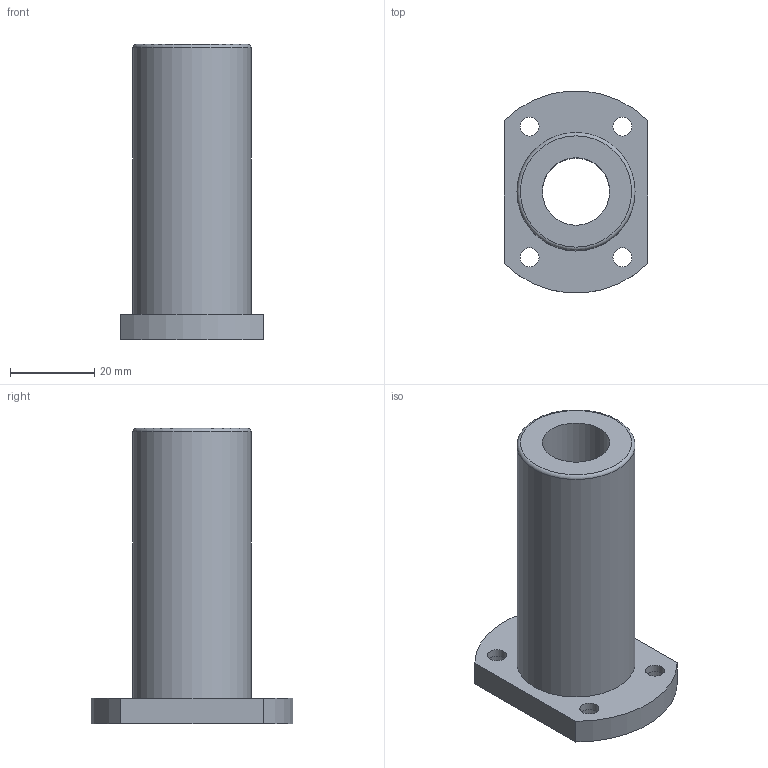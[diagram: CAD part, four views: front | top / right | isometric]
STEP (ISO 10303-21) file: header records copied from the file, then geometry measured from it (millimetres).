
FILE_DESCRIPTION( ( 'STEP AP203' ), '1' );
FILE_NAME( 'LMG21-d16.stp', ' ', ( ' ' ), ( ' ' ), 'PSStep 15.0.47', 'PARTsolutions', ' ' );
FILE_SCHEMA( ( 'CONFIG_CONTROL_DESIGN' ) );
Length unit declared in the file: millimetre
Products named in the file (1): _LMG21-d16
Bounding box: 34 x 47.82 x 70 mm (x, y, z)
Volume: 33373.1 mm3; surface area: 12907.9 mm2
Topology: 1 solids, 1 shells, 22 faces, 45 edges, 30 vertices
Faces by surface type: cylinder 12, plane 9, torus 1
Full cylindrical faces by diameter (mm): 4.5 x4, 7.5 x4, 16 x1, 28 x1
Entity records: 594 total; most frequent: DIRECTION 104, CARTESIAN_POINT 85, ORIENTED_EDGE 66, AXIS2_PLACEMENT_3D 48, EDGE_LOOP 48, FACE_OUTER_BOUND 33, EDGE_CURVE 33, VERTEX_POINT 29
